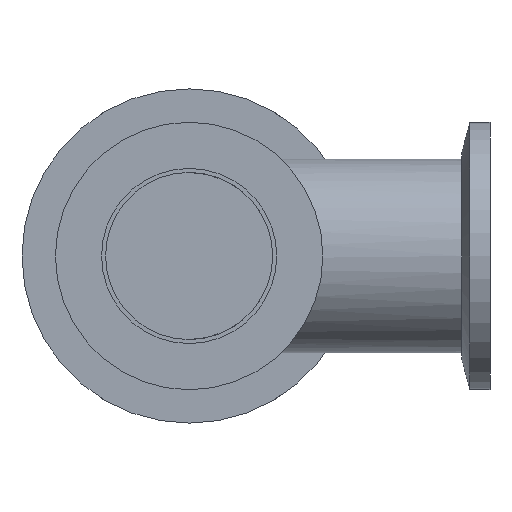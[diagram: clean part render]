
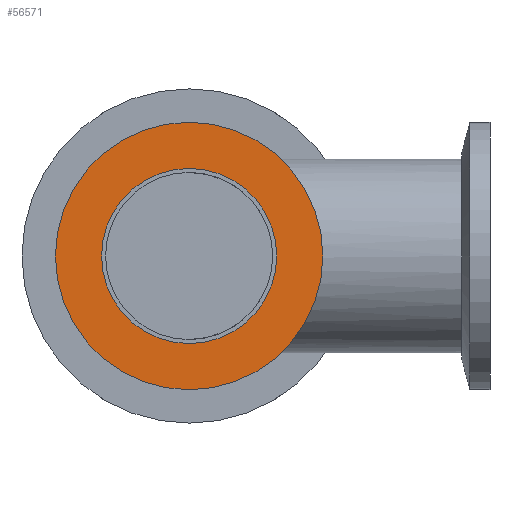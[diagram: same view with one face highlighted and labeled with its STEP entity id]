
A CAD part, front view. The second image highlights one B-rep face of the part: STEP entity #56571.
In plain terms, the highlighted planar face has unit normal (0, -1, 0).
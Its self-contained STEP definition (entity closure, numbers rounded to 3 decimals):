
#445 = CARTESIAN_POINT ( 'NONE',  ( 0., -45., 20. ) ) ;
#6322 = DIRECTION ( 'NONE',  ( 0., -1., 0. ) ) ;
#9638 = DIRECTION ( 'NONE',  ( 0., 0., -1. ) ) ;
#9968 = CARTESIAN_POINT ( 'NONE',  ( 0., -45., 0. ) ) ;
#11304 = DIRECTION ( 'NONE',  ( 0., 1., 0. ) ) ;
#11315 = VERTEX_POINT ( 'NONE', #445 ) ;
#11423 = AXIS2_PLACEMENT_3D ( 'NONE', #32075, #50051, #9638 ) ;
#12578 = ORIENTED_EDGE ( 'NONE', *, *, #36121, .T. ) ;
#14954 = VERTEX_POINT ( 'NONE', #51444 ) ;
#14982 = FACE_OUTER_BOUND ( 'NONE', #41826, .T. ) ;
#16536 = EDGE_CURVE ( 'NONE', #14954, #23579, #44631, .T. ) ;
#18546 = AXIS2_PLACEMENT_3D ( 'NONE', #9968, #32976, #22675 ) ;
#19860 = CARTESIAN_POINT ( 'NONE',  ( 0., -45., 0. ) ) ;
#21847 = EDGE_CURVE ( 'NONE', #23579, #14954, #41960, .T. ) ;
#22220 = EDGE_CURVE ( 'NONE', #11315, #36085, #24070, .T. ) ;
#22675 = DIRECTION ( 'NONE',  ( 0., 0., 1. ) ) ;
#23579 = VERTEX_POINT ( 'NONE', #36983 ) ;
#24070 = CIRCLE ( 'NONE', #38222, 20. ) ;
#24350 = DIRECTION ( 'NONE',  ( 0., 0., -1. ) ) ;
#32075 = CARTESIAN_POINT ( 'NONE',  ( 0., -45., 0. ) ) ;
#32976 = DIRECTION ( 'NONE',  ( 0., 1., 0. ) ) ;
#33649 = ORIENTED_EDGE ( 'NONE', *, *, #22220, .T. ) ;
#36085 = VERTEX_POINT ( 'NONE', #37372 ) ;
#36121 = EDGE_CURVE ( 'NONE', #36085, #11315, #57587, .T. ) ;
#36836 = DIRECTION ( 'NONE',  ( 0., 0., 1. ) ) ;
#36983 = CARTESIAN_POINT ( 'NONE',  ( 0., -45., 13.1 ) ) ;
#37372 = CARTESIAN_POINT ( 'NONE',  ( 0., -45., -20. ) ) ;
#37582 = DIRECTION ( 'NONE',  ( 0., 0., 1. ) ) ;
#38205 = CARTESIAN_POINT ( 'NONE',  ( 0., -45., 0. ) ) ;
#38222 = AXIS2_PLACEMENT_3D ( 'NONE', #38205, #6322, #24350 ) ;
#41021 = AXIS2_PLACEMENT_3D ( 'NONE', #42135, #45677, #36836 ) ;
#41826 = EDGE_LOOP ( 'NONE', ( #12578, #33649 ) ) ;
#41960 = CIRCLE ( 'NONE', #41021, 13.1 ) ;
#42135 = CARTESIAN_POINT ( 'NONE',  ( 0., -45., 0. ) ) ;
#44631 = CIRCLE ( 'NONE', #52183, 13.1 ) ;
#45677 = DIRECTION ( 'NONE',  ( 0., 1., 0. ) ) ;
#47945 = EDGE_LOOP ( 'NONE', ( #54144, #52858 ) ) ;
#50051 = DIRECTION ( 'NONE',  ( 0., -1., 0. ) ) ;
#50084 = PLANE ( 'NONE',  #18546 ) ;
#51444 = CARTESIAN_POINT ( 'NONE',  ( 0., -45., -13.1 ) ) ;
#52183 = AXIS2_PLACEMENT_3D ( 'NONE', #19860, #11304, #37582 ) ;
#52858 = ORIENTED_EDGE ( 'NONE', *, *, #16536, .T. ) ;
#54144 = ORIENTED_EDGE ( 'NONE', *, *, #21847, .T. ) ;
#55414 = FACE_BOUND ( 'NONE', #47945, .T. ) ;
#56571 = ADVANCED_FACE ( 'NONE', ( #55414, #14982 ), #50084, .F. ) ;
#57587 = CIRCLE ( 'NONE', #11423, 20. ) ;
